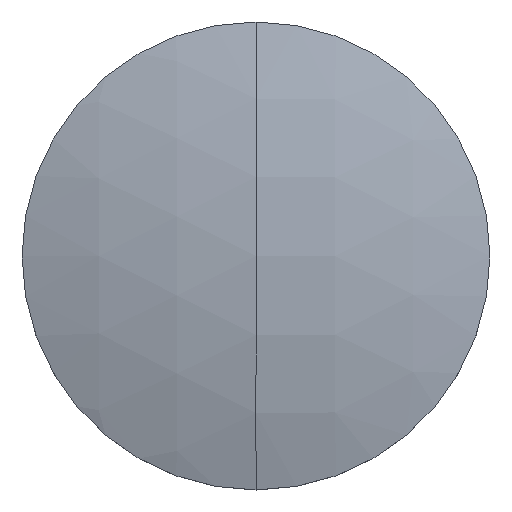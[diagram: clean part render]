
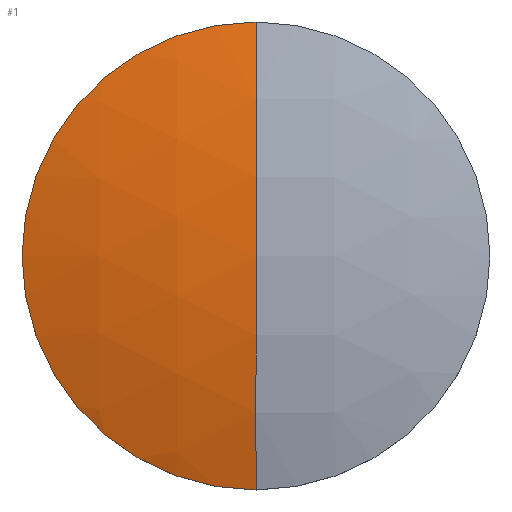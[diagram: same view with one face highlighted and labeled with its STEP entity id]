
A CAD part, top view. The second image highlights one B-rep face of the part: STEP entity #1.
In plain terms, the highlighted spherical face has radius 43.38 mm.
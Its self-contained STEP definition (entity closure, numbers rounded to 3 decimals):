
#1 = ADVANCED_FACE ( 'NONE', ( #6 ), #3, .T. ) ;
#3 = SPHERICAL_SURFACE ( 'NONE', #74, 43.38 ) ;
#6 = FACE_OUTER_BOUND ( 'NONE', #7, .T. ) ;
#7 = EDGE_LOOP ( 'NONE', ( #71, #8, #54 ) ) ;
#8 = ORIENTED_EDGE ( 'NONE', *, *, #9, .T. ) ;
#9 = EDGE_CURVE ( 'NONE', #70, #56, #33, .T. ) ;
#27 = DIRECTION ( 'NONE',  ( 0., -1., 0. ) ) ;
#28 = DIRECTION ( 'NONE',  ( -1., 0., 0. ) ) ;
#29 = CARTESIAN_POINT ( 'NONE',  ( 0., 0., -41.43 ) ) ;
#33 = CIRCLE ( 'NONE', #35, 43.38 ) ;
#34 = DIRECTION ( 'NONE',  ( 0., 1., 0. ) ) ;
#35 = AXIS2_PLACEMENT_3D ( 'NONE', #29, #28, #27 ) ;
#37 = CIRCLE ( 'NONE', #119, 43.38 ) ;
#38 = DIRECTION ( 'NONE',  ( -1., 0., 0. ) ) ;
#39 = CARTESIAN_POINT ( 'NONE',  ( 0., 0., -41.43 ) ) ;
#49 = EDGE_CURVE ( 'NONE', #72, #56, #37, .T. ) ;
#54 = ORIENTED_EDGE ( 'NONE', *, *, #49, .F. ) ;
#56 = VERTEX_POINT ( 'NONE', #100 ) ;
#70 = VERTEX_POINT ( 'NONE', #220 ) ;
#71 = ORIENTED_EDGE ( 'NONE', *, *, #73, .T. ) ;
#72 = VERTEX_POINT ( 'NONE', #217 ) ;
#73 = EDGE_CURVE ( 'NONE', #72, #70, #219, .T. ) ;
#74 = AXIS2_PLACEMENT_3D ( 'NONE', #39, #38, #34 ) ;
#100 = CARTESIAN_POINT ( 'NONE',  ( 0., 0., 1.95 ) ) ;
#114 = DIRECTION ( 'NONE',  ( 0., 0., -1. ) ) ;
#115 = DIRECTION ( 'NONE',  ( 1., 0., 0. ) ) ;
#116 = CARTESIAN_POINT ( 'NONE',  ( 0., 0., -41.43 ) ) ;
#119 = AXIS2_PLACEMENT_3D ( 'NONE', #116, #115, #114 ) ;
#163 = DIRECTION ( 'NONE',  ( 0., -1., 0. ) ) ;
#164 = DIRECTION ( 'NONE',  ( 0., 0., 1. ) ) ;
#165 = CARTESIAN_POINT ( 'NONE',  ( 0., 0., 0.049 ) ) ;
#217 = CARTESIAN_POINT ( 'NONE',  ( 0., 12.7, 0.049 ) ) ;
#218 = AXIS2_PLACEMENT_3D ( 'NONE', #165, #164, #163 ) ;
#219 = CIRCLE ( 'NONE', #218, 12.7 ) ;
#220 = CARTESIAN_POINT ( 'NONE',  ( 0., -12.7, 0.049 ) ) ;
